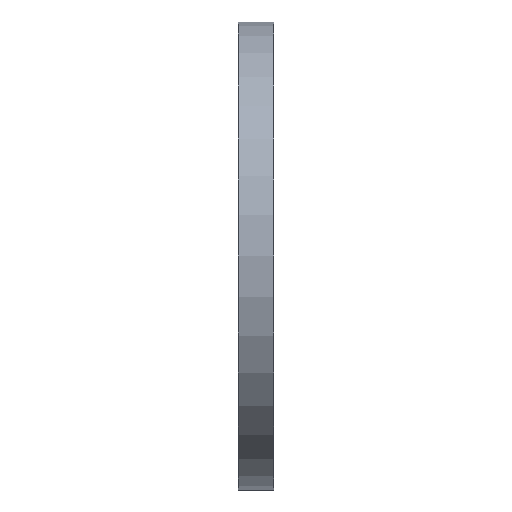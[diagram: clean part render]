
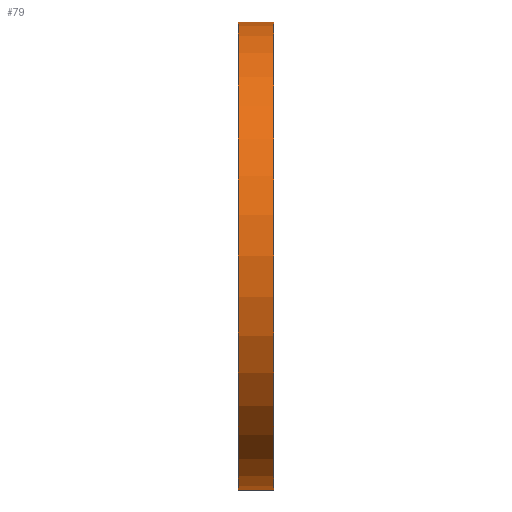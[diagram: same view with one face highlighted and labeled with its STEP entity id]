
A CAD part, left-side view. The second image highlights one B-rep face of the part: STEP entity #79.
In plain terms, the highlighted cylindrical face has radius 39.3 mm (diameter 78.6 mm), a partial arc.
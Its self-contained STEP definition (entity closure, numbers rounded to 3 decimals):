
#1 = CARTESIAN_POINT ( 'NONE',  ( 0., 6., -39.3 ) ) ;
#5 = EDGE_CURVE ( 'NONE', #37, #7, #179, .T. ) ;
#7 = VERTEX_POINT ( 'NONE', #176 ) ;
#10 = CARTESIAN_POINT ( 'NONE',  ( 0., 6., 0. ) ) ;
#11 = ORIENTED_EDGE ( 'NONE', *, *, #5, .F. ) ;
#12 = DIRECTION ( 'NONE',  ( 0., 1., 0. ) ) ;
#27 = CARTESIAN_POINT ( 'NONE',  ( 0., 6., 39.3 ) ) ;
#31 = DIRECTION ( 'NONE',  ( 0., 1., 0. ) ) ;
#33 = DIRECTION ( 'NONE',  ( 0., 0., 1. ) ) ;
#35 = LINE ( 'NONE', #112, #36 ) ;
#36 = VECTOR ( 'NONE', #50, 1000. ) ;
#37 = VERTEX_POINT ( 'NONE', #27 ) ;
#50 = DIRECTION ( 'NONE',  ( 0., -1., 0. ) ) ;
#52 = EDGE_CURVE ( 'NONE', #59, #37, #164, .T. ) ;
#57 = EDGE_LOOP ( 'NONE', ( #11, #119, #181, #71 ) ) ;
#59 = VERTEX_POINT ( 'NONE', #1 ) ;
#66 = DIRECTION ( 'NONE',  ( 0., 0., -1. ) ) ;
#68 = AXIS2_PLACEMENT_3D ( 'NONE', #165, #101, #66 ) ;
#71 = ORIENTED_EDGE ( 'NONE', *, *, #159, .T. ) ;
#79 = ADVANCED_FACE ( 'NONE', ( #113 ), #139, .T. ) ;
#81 = CARTESIAN_POINT ( 'NONE',  ( 0., 0., 0. ) ) ;
#82 = AXIS2_PLACEMENT_3D ( 'NONE', #10, #12, #134 ) ;
#88 = CIRCLE ( 'NONE', #116, 39.3 ) ;
#101 = DIRECTION ( 'NONE',  ( 0., -1., 0. ) ) ;
#112 = CARTESIAN_POINT ( 'NONE',  ( 0., 6., -39.3 ) ) ;
#113 = FACE_OUTER_BOUND ( 'NONE', #57, .T. ) ;
#116 = AXIS2_PLACEMENT_3D ( 'NONE', #81, #31, #33 ) ;
#119 = ORIENTED_EDGE ( 'NONE', *, *, #52, .F. ) ;
#134 = DIRECTION ( 'NONE',  ( 0., 0., 1. ) ) ;
#139 = CYLINDRICAL_SURFACE ( 'NONE', #68, 39.3 ) ;
#147 = CARTESIAN_POINT ( 'NONE',  ( 0., 6., 39.3 ) ) ;
#150 = DIRECTION ( 'NONE',  ( 0., -1., 0. ) ) ;
#151 = EDGE_CURVE ( 'NONE', #59, #193, #35, .T. ) ;
#159 = EDGE_CURVE ( 'NONE', #193, #7, #88, .T. ) ;
#164 = CIRCLE ( 'NONE', #82, 39.3 ) ;
#165 = CARTESIAN_POINT ( 'NONE',  ( 0., 6., 0. ) ) ;
#176 = CARTESIAN_POINT ( 'NONE',  ( 0., 0., 39.3 ) ) ;
#179 = LINE ( 'NONE', #147, #185 ) ;
#181 = ORIENTED_EDGE ( 'NONE', *, *, #151, .T. ) ;
#183 = CARTESIAN_POINT ( 'NONE',  ( 0., 0., -39.3 ) ) ;
#185 = VECTOR ( 'NONE', #150, 1000. ) ;
#193 = VERTEX_POINT ( 'NONE', #183 ) ;
